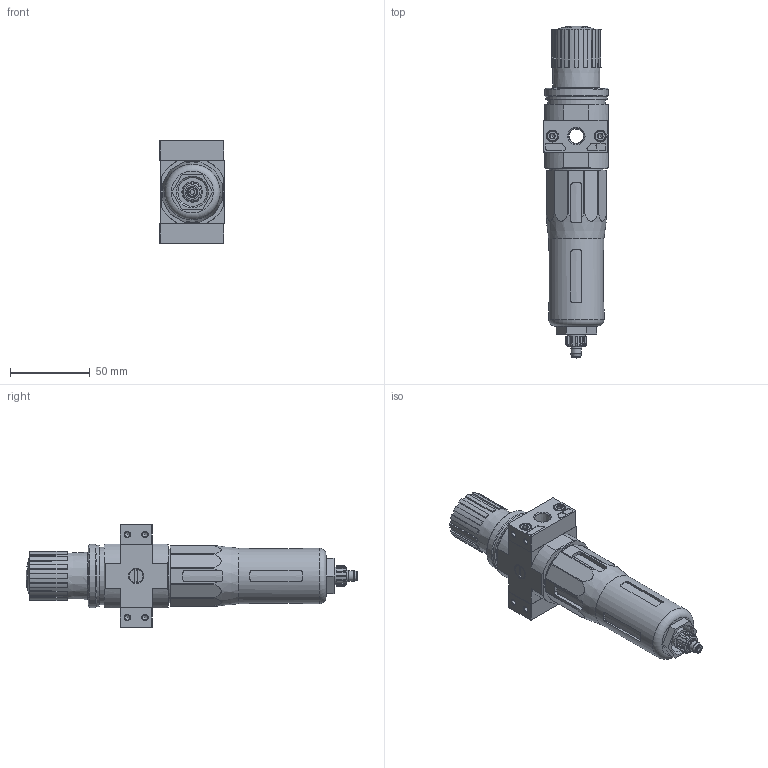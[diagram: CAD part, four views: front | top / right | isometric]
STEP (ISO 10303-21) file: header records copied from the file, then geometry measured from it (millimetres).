
FILE_DESCRIPTION(/* description */ ('STEP AP214'),/* implementation_level */ '2;1');
FILE_NAME(/* name */ '173758_LFR-1_8-D-O-MINI-NPT',/* time_stamp */ '2024-09-03T20:26:44+02:00',/* author */ ('License CC BY-ND 4.0'),/* organization */ ('CADENAS'),/* preprocessor_version */ 'ST-DEVELOPER v19.3',/* originating_system */ 'PARTsolutions',/* authorisation */ ' ');
FILE_SCHEMA (('AUTOMOTIVE_DESIGN {1 0 10303 214 3 1 1}'));
Length unit declared in the file: millimetre
Products named in the file (8): 173758 LFR-1/8-D-O-MINI-NPT---(0); 123587 LFR-D-MINI--(0); 679798 PBL-1/8-D-MINI-R-NPT--P1; DIN-912 - M4x16(F); 679797 PBL-1/8-D-MINI-L-NPT--P1; 398011 LRVS-D-MINI; 373845 LR-MINI; 648415 LF
Assembly tree (11 placements, depth 2):
  173758 LFR-1/8-D-O-MINI-NPT---(0)
    123587 LFR-D-MINI--(0)
    679798 PBL-1/8-D-MINI-R-NPT--P1
    DIN-912 - M4x16(F)  x4
    679797 PBL-1/8-D-MINI-L-NPT--P1
    398011 LRVS-D-MINI
    373845 LR-MINI  x2
    648415 LF
Bounding box: 40.4 x 208 x 64 mm (x, y, z)
Volume: 208075.2 mm3; surface area: 44520.1 mm2
Topology: 11 solids, 11 shells, 614 faces, 1507 edges, 960 vertices
Faces by surface type: plane 336, cylinder 166, cone 99, torus 8, sphere 5
Full cylindrical faces by diameter (mm): 3 x1, 3.242 x8, 4 x4, 4.3 x2, 5.6 x1, 6.4 x1, 6.8 x1, 6.9 x2, 7 x4, 7.1 x1, 8.2 x2, 8.566 x2, 9 x1, 9.728 x2, 11 x1, 11.2 x1, 12.2 x2, 12.6 x1, 15.7 x1, 15.8 x1, 18 x1, 24.9 x1, 26.9 x1, 33.9 x1, 34.376 x1, 34.7 x1, 36 x2, 38.5 x1, 39.8 x1
Entity records: 17617 total; most frequent: CARTESIAN_POINT 3214, DIRECTION 2578, ORIENTED_EDGE 2404, EDGE_CURVE 1202, AXIS2_PLACEMENT_3D 1009, VERTEX_POINT 849, FACE_BOUND 685, EDGE_LOOP 676
